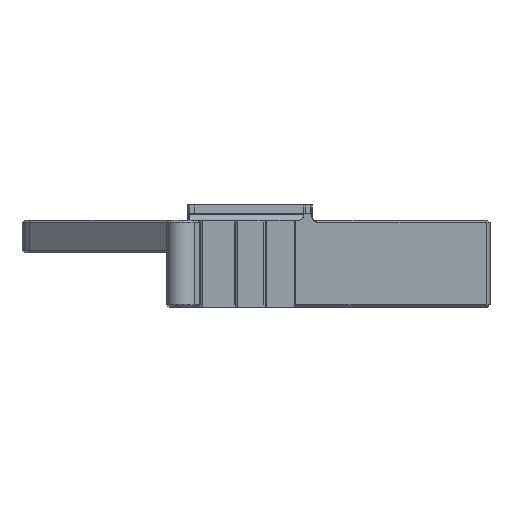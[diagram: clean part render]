
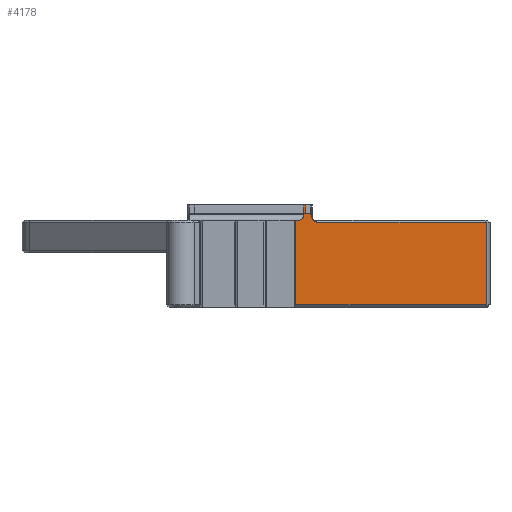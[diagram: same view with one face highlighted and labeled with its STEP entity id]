
A CAD part, front view. The second image highlights one B-rep face of the part: STEP entity #4178.
In plain terms, the highlighted planar face has unit normal (0.799, -0.602, 0).
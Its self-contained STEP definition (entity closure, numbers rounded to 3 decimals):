
#28=ELLIPSE('',#4430,3.209,2.5);
#127=B_SPLINE_CURVE_WITH_KNOTS('',3,(#6017,#6018,#6019,#6020),
 .UNSPECIFIED.,.F.,.F.,(4,4),(1.323,1.571),
 .UNSPECIFIED.);
#128=B_SPLINE_CURVE_WITH_KNOTS('',3,(#6022,#6023,#6024,#6025,#6026,#6027),
 .UNSPECIFIED.,.F.,.F.,(4,1,1,4),(0.,0.378,
0.756,1.323),.UNSPECIFIED.);
#167=FACE_OUTER_BOUND('',#394,.T.);
#394=EDGE_LOOP('',(#2845,#2846,#2847,#2848,#2849,#2850,#2851,#2852,#2853,
#2854,#2855,#2856,#2857,#2858,#2859));
#630=LINE('',#5874,#1177);
#650=LINE('',#5915,#1197);
#686=LINE('',#6003,#1233);
#689=LINE('',#6013,#1236);
#690=LINE('',#6015,#1237);
#691=LINE('',#6028,#1238);
#692=LINE('',#6030,#1239);
#693=LINE('',#6032,#1240);
#694=LINE('',#6034,#1241);
#695=LINE('',#6036,#1242);
#696=LINE('',#6038,#1243);
#697=LINE('',#6041,#1244);
#1177=VECTOR('',#4707,10.);
#1197=VECTOR('',#4737,10.);
#1233=VECTOR('',#4795,10.);
#1236=VECTOR('',#4804,10.);
#1237=VECTOR('',#4805,10.);
#1238=VECTOR('',#4806,10.);
#1239=VECTOR('',#4807,10.);
#1240=VECTOR('',#4808,10.);
#1241=VECTOR('',#4809,10.);
#1242=VECTOR('',#4810,10.);
#1243=VECTOR('',#4811,10.);
#1244=VECTOR('',#4814,10.);
#1723=VERTEX_POINT('',#5871);
#1724=VERTEX_POINT('',#5873);
#1737=VERTEX_POINT('',#5908);
#1740=VERTEX_POINT('',#5913);
#1781=VERTEX_POINT('',#6002);
#1785=VERTEX_POINT('',#6012);
#1786=VERTEX_POINT('',#6014);
#1787=VERTEX_POINT('',#6016);
#1788=VERTEX_POINT('',#6021);
#1789=VERTEX_POINT('',#6029);
#1790=VERTEX_POINT('',#6031);
#1791=VERTEX_POINT('',#6033);
#1792=VERTEX_POINT('',#6035);
#1793=VERTEX_POINT('',#6037);
#1794=VERTEX_POINT('',#6039);
#2131=EDGE_CURVE('',#1723,#1724,#630,.T.);
#2151=EDGE_CURVE('',#1740,#1737,#650,.T.);
#2195=EDGE_CURVE('',#1737,#1781,#686,.T.);
#2200=EDGE_CURVE('',#1785,#1740,#689,.T.);
#2201=EDGE_CURVE('',#1786,#1785,#690,.T.);
#2202=EDGE_CURVE('',#1787,#1786,#127,.T.);
#2203=EDGE_CURVE('',#1788,#1787,#128,.T.);
#2204=EDGE_CURVE('',#1724,#1788,#691,.T.);
#2205=EDGE_CURVE('',#1789,#1723,#692,.T.);
#2206=EDGE_CURVE('',#1790,#1789,#693,.T.);
#2207=EDGE_CURVE('',#1790,#1791,#694,.T.);
#2208=EDGE_CURVE('',#1792,#1791,#695,.T.);
#2209=EDGE_CURVE('',#1793,#1792,#696,.T.);
#2210=EDGE_CURVE('',#1794,#1793,#28,.T.);
#2211=EDGE_CURVE('',#1781,#1794,#697,.T.);
#2845=ORIENTED_EDGE('',*,*,#2151,.F.);
#2846=ORIENTED_EDGE('',*,*,#2200,.F.);
#2847=ORIENTED_EDGE('',*,*,#2201,.F.);
#2848=ORIENTED_EDGE('',*,*,#2202,.F.);
#2849=ORIENTED_EDGE('',*,*,#2203,.F.);
#2850=ORIENTED_EDGE('',*,*,#2204,.F.);
#2851=ORIENTED_EDGE('',*,*,#2131,.F.);
#2852=ORIENTED_EDGE('',*,*,#2205,.F.);
#2853=ORIENTED_EDGE('',*,*,#2206,.F.);
#2854=ORIENTED_EDGE('',*,*,#2207,.T.);
#2855=ORIENTED_EDGE('',*,*,#2208,.F.);
#2856=ORIENTED_EDGE('',*,*,#2209,.F.);
#2857=ORIENTED_EDGE('',*,*,#2210,.F.);
#2858=ORIENTED_EDGE('',*,*,#2211,.F.);
#2859=ORIENTED_EDGE('',*,*,#2195,.F.);
#3994=PLANE('',#4429);
#4178=ADVANCED_FACE('',(#167),#3994,.T.);
#4429=AXIS2_PLACEMENT_3D('',#6011,#4802,#4803);
#4430=AXIS2_PLACEMENT_3D('',#6040,#4812,#4813);
#4707=DIRECTION('',(0.602,0.799,0.));
#4737=DIRECTION('',(-0.602,-0.799,0.));
#4795=DIRECTION('',(0.,0.,1.));
#4802=DIRECTION('center_axis',(0.799,-0.602,0.));
#4803=DIRECTION('ref_axis',(0.602,0.799,0.));
#4804=DIRECTION('',(0.,0.,-1.));
#4805=DIRECTION('',(0.602,0.799,0.));
#4806=DIRECTION('',(0.,0.,-1.));
#4807=DIRECTION('',(0.,0.,1.));
#4808=DIRECTION('',(0.602,0.799,0.));
#4809=DIRECTION('',(0.,0.,1.));
#4810=DIRECTION('',(0.602,0.799,0.));
#4811=DIRECTION('',(0.,0.,1.));
#4812=DIRECTION('center_axis',(0.799,-0.602,0.));
#4813=DIRECTION('ref_axis',(0.602,0.799,0.));
#4814=DIRECTION('',(0.602,0.799,0.));
#5871=CARTESIAN_POINT('',(243.466,-164.876,47.));
#5873=CARTESIAN_POINT('',(244.023,-164.137,47.));
#5874=CARTESIAN_POINT('',(329.571,-50.608,47.));
#5908=CARTESIAN_POINT('',(236.58,-174.015,1.));
#5913=CARTESIAN_POINT('',(324.158,-57.79,1.));
#5915=CARTESIAN_POINT('',(250.862,-155.061,1.));
#6002=CARTESIAN_POINT('',(236.58,-174.015,40.));
#6003=CARTESIAN_POINT('',(236.58,-174.015,0.));
#6011=CARTESIAN_POINT('Origin',(236.58,-174.015,0.));
#6012=CARTESIAN_POINT('',(324.158,-57.79,39.));
#6013=CARTESIAN_POINT('',(324.158,-57.79,0.));
#6014=CARTESIAN_POINT('',(246.555,-160.776,39.));
#6015=CARTESIAN_POINT('',(250.862,-155.061,39.));
#6016=CARTESIAN_POINT('',(245.965,-161.559,39.095));
#6017=CARTESIAN_POINT('Ctrl Pts',(245.965,-161.559,39.095));
#6018=CARTESIAN_POINT('Ctrl Pts',(246.159,-161.302,39.032));
#6019=CARTESIAN_POINT('Ctrl Pts',(246.357,-161.039,39.));
#6020=CARTESIAN_POINT('Ctrl Pts',(246.555,-160.776,39.));
#6021=CARTESIAN_POINT('',(244.023,-164.137,42.5));
#6022=CARTESIAN_POINT('Ctrl Pts',(244.023,-164.137,42.5));
#6023=CARTESIAN_POINT('Ctrl Pts',(244.023,-164.137,42.023));
#6024=CARTESIAN_POINT('Ctrl Pts',(244.167,-163.946,41.074));
#6025=CARTESIAN_POINT('Ctrl Pts',(244.825,-163.073,39.759));
#6026=CARTESIAN_POINT('Ctrl Pts',(245.523,-162.147,39.24));
#6027=CARTESIAN_POINT('Ctrl Pts',(245.965,-161.559,39.095));
#6028=CARTESIAN_POINT('',(244.023,-164.137,20.));
#6029=CARTESIAN_POINT('',(243.466,-164.876,43.));
#6030=CARTESIAN_POINT('',(243.466,-164.876,40.));
#6031=CARTESIAN_POINT('',(241.149,-167.951,43.));
#6032=CARTESIAN_POINT('',(329.571,-50.608,43.));
#6033=CARTESIAN_POINT('',(241.149,-167.951,47.));
#6034=CARTESIAN_POINT('',(241.149,-167.951,40.));
#6035=CARTESIAN_POINT('',(240.119,-169.318,47.));
#6036=CARTESIAN_POINT('',(329.571,-50.608,47.));
#6037=CARTESIAN_POINT('',(240.119,-169.318,42.5));
#6038=CARTESIAN_POINT('',(240.119,-169.318,40.));
#6039=CARTESIAN_POINT('',(238.188,-171.881,40.));
#6040=CARTESIAN_POINT('Origin',(238.188,-171.881,42.5));
#6041=CARTESIAN_POINT('',(329.571,-50.608,40.));
